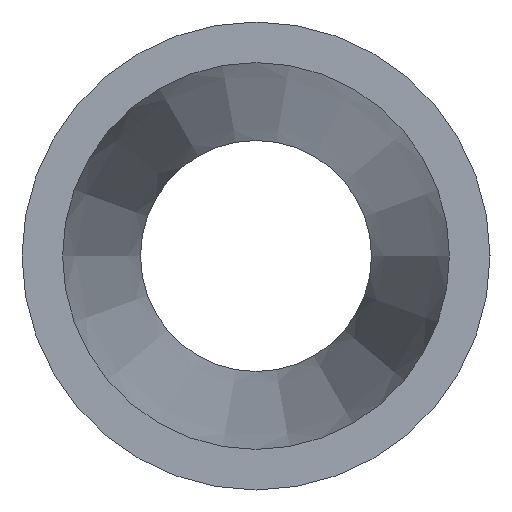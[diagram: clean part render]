
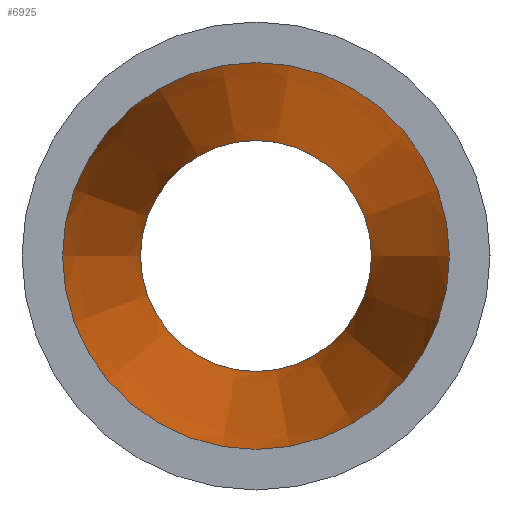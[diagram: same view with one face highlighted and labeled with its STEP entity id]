
A CAD part, left-side view. The second image highlights one B-rep face of the part: STEP entity #6925.
In plain terms, the highlighted conical face has half-angle 7.125 degrees and reference radius 6.287 mm.
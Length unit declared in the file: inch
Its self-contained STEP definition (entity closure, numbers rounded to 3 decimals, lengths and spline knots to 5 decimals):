
#90=FACE_BOUND('',#1232,.T.);
#811=FACE_OUTER_BOUND('',#1231,.T.);
#1231=EDGE_LOOP('',(#6477));
#1232=EDGE_LOOP('',(#6478));
#2323=CIRCLE('',#7277,0.185);
#2324=CIRCLE('',#7279,0.31);
#3397=VERTEX_POINT('',#15459);
#3398=VERTEX_POINT('',#15462);
#4425=EDGE_CURVE('',#3397,#3397,#2323,.T.);
#4426=EDGE_CURVE('',#3398,#3398,#2324,.T.);
#6477=ORIENTED_EDGE('',*,*,#4426,.F.);
#6478=ORIENTED_EDGE('',*,*,#4425,.T.);
#6520=CONICAL_SURFACE('',#7278,0.2475,7.125);
#6925=ADVANCED_FACE('',(#811,#90),#6520,.F.);
#7277=AXIS2_PLACEMENT_3D('',#15460,#8455,#8456);
#7278=AXIS2_PLACEMENT_3D('',#15461,#8457,#8458);
#7279=AXIS2_PLACEMENT_3D('',#15463,#8459,#8460);
#8455=DIRECTION('center_axis',(1.,0.,0.));
#8456=DIRECTION('ref_axis',(0.,1.,0.));
#8457=DIRECTION('center_axis',(-1.,0.,0.));
#8458=DIRECTION('ref_axis',(0.,1.,0.));
#8459=DIRECTION('center_axis',(1.,0.,0.));
#8460=DIRECTION('ref_axis',(0.,1.,0.));
#15459=CARTESIAN_POINT('',(2.47321,0.185,0.));
#15460=CARTESIAN_POINT('Origin',(2.47321,0.,0.));
#15461=CARTESIAN_POINT('Origin',(1.97321,0.,0.));
#15462=CARTESIAN_POINT('',(1.47321,0.31,0.));
#15463=CARTESIAN_POINT('Origin',(1.47321,0.,0.));
